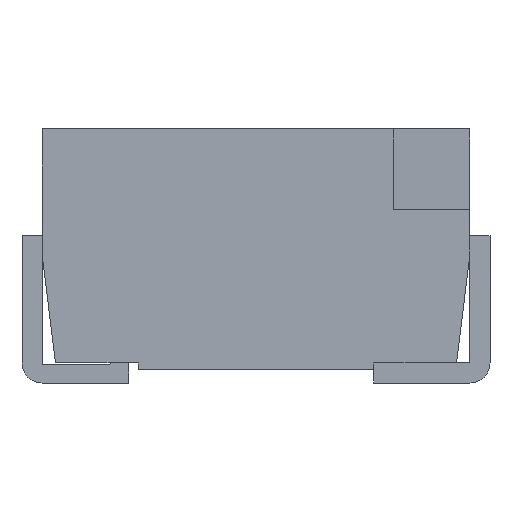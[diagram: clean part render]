
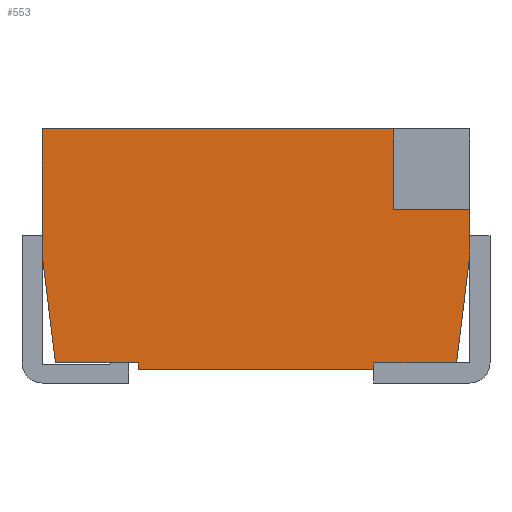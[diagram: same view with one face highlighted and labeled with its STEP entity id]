
A CAD part, front view. The second image highlights one B-rep face of the part: STEP entity #553.
In plain terms, the highlighted planar face has unit normal (0, -1, 0).
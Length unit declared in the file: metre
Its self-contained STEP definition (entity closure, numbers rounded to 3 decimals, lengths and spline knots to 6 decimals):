
#229 = EDGE_CURVE( '', #640, #641, #642, .T. );
#329 = EDGE_CURVE( '', #806, #807, #808, .T. );
#393 = EDGE_CURVE( '', #641, #902, #903, .T. );
#413 = EDGE_CURVE( '', #925, #926, #927, .T. );
#427 = EDGE_CURVE( '', #807, #945, #946, .T. );
#435 = EDGE_CURVE( '', #957, #925, #958, .T. );
#479 = EDGE_CURVE( '', #945, #989, #1013, .T. );
#483 = EDGE_CURVE( '', #902, #942, #1018, .T. );
#485 = EDGE_CURVE( '', #942, #1020, #1021, .T. );
#499 = EDGE_CURVE( '', #806, #1020, #1037, .T. );
#515 = EDGE_CURVE( '', #926, #640, #1054, .T. );
#553 = ADVANCED_FACE( '', ( #1097 ), #1098, .T. );
#565 = EDGE_CURVE( '', #989, #957, #1110, .T. );
#640 = VERTEX_POINT( '', #1187 );
#641 = VERTEX_POINT( '', #1188 );
#642 = LINE( '', #1189, #1190 );
#806 = VERTEX_POINT( '', #1414 );
#807 = VERTEX_POINT( '', #1415 );
#808 = LINE( '', #1416, #1417 );
#902 = VERTEX_POINT( '', #1551 );
#903 = LINE( '', #1552, #1553 );
#925 = VERTEX_POINT( '', #1592 );
#926 = VERTEX_POINT( '', #1593 );
#927 = LINE( '', #1594, #1595 );
#942 = VERTEX_POINT( '', #1617 );
#945 = VERTEX_POINT( '', #1622 );
#946 = LINE( '', #1623, #1624 );
#957 = VERTEX_POINT( '', #1638 );
#958 = LINE( '', #1639, #1640 );
#989 = VERTEX_POINT( '', #1683 );
#1013 = LINE( '', #1725, #1726 );
#1018 = LINE( '', #1732, #1733 );
#1020 = VERTEX_POINT( '', #1736 );
#1021 = LINE( '', #1737, #1738 );
#1037 = LINE( '', #1765, #1766 );
#1054 = LINE( '', #1795, #1796 );
#1097 = FACE_OUTER_BOUND( '', #1862, .T. );
#1098 = PLANE( '', #1863 );
#1110 = LINE( '', #1886, #1887 );
#1187 = CARTESIAN_POINT( '', ( 0.000882, -0.001387, 0.000003 ) );
#1188 = CARTESIAN_POINT( '', ( 0.000882, -0.001387, 0.000053 ) );
#1189 = CARTESIAN_POINT( '', ( 0.000882, -0.001387, 0.000003 ) );
#1190 = VECTOR( '', #1983, 1. );
#1414 = CARTESIAN_POINT( '', ( 0.001033, -0.001387, 0.001203 ) );
#1415 = CARTESIAN_POINT( '', ( 0.001033, -0.001387, 0.001803 ) );
#1416 = CARTESIAN_POINT( '', ( 0.001033, -0.001387, 0.001203 ) );
#1417 = VECTOR( '', #2185, 1. );
#1551 = CARTESIAN_POINT( '', ( 0.001502, -0.001387, 0.000053 ) );
#1552 = CARTESIAN_POINT( '', ( 0.000882, -0.001387, 0.000053 ) );
#1553 = VECTOR( '', #2307, 1. );
#1592 = CARTESIAN_POINT( '', ( -0.000878, -0.001387, 0.000053 ) );
#1593 = CARTESIAN_POINT( '', ( -0.000878, -0.001387, 0.000003 ) );
#1594 = CARTESIAN_POINT( '', ( -0.000878, -0.001387, 0.000053 ) );
#1595 = VECTOR( '', #2324, 1. );
#1617 = CARTESIAN_POINT( '', ( 0.001602, -0.001387, 0.000867 ) );
#1622 = CARTESIAN_POINT( '', ( -0.001598, -0.001387, 0.001803 ) );
#1623 = CARTESIAN_POINT( '', ( 0.001602, -0.001387, 0.001803 ) );
#1624 = VECTOR( '', #2345, 1. );
#1638 = CARTESIAN_POINT( '', ( -0.001498, -0.001387, 0.000053 ) );
#1639 = CARTESIAN_POINT( '', ( -0.001498, -0.001387, 0.000053 ) );
#1640 = VECTOR( '', #2362, 1. );
#1683 = CARTESIAN_POINT( '', ( -0.001598, -0.001387, 0.000867 ) );
#1725 = CARTESIAN_POINT( '', ( -0.001598, -0.001387, 0.001803 ) );
#1726 = VECTOR( '', #2426, 1. );
#1732 = CARTESIAN_POINT( '', ( 0.001496, -0.001387, 0.000003 ) );
#1733 = VECTOR( '', #2435, 1. );
#1736 = CARTESIAN_POINT( '', ( 0.001602, -0.001387, 0.001203 ) );
#1737 = CARTESIAN_POINT( '', ( 0.001602, -0.001387, 0.000867 ) );
#1738 = VECTOR( '', #2436, 1. );
#1765 = CARTESIAN_POINT( '', ( 0.001033, -0.001387, 0.001203 ) );
#1766 = VECTOR( '', #2450, 1. );
#1795 = CARTESIAN_POINT( '', ( -0.001492, -0.001387, 0.000003 ) );
#1796 = VECTOR( '', #2473, 1. );
#1862 = EDGE_LOOP( '', ( #2534, #2535, #2536, #2537, #2538, #2539, #2540, #2541, #2542, #2543, #2544, #2545 ) );
#1863 = AXIS2_PLACEMENT_3D( '', #2546, #2547, #2548 );
#1886 = CARTESIAN_POINT( '', ( -0.001598, -0.001387, 0.000867 ) );
#1887 = VECTOR( '', #2554, 1. );
#1983 = DIRECTION( '', ( 0., 0., 1. ) );
#2185 = DIRECTION( '', ( 0., 0., 1. ) );
#2307 = DIRECTION( '', ( 1., 0., 0. ) );
#2324 = DIRECTION( '', ( 0., 0., -1. ) );
#2345 = DIRECTION( '', ( -1., 0., 0. ) );
#2362 = DIRECTION( '', ( 1., 0., 0. ) );
#2426 = DIRECTION( '', ( 0., 0., -1. ) );
#2435 = DIRECTION( '', ( 0.122, 0., 0.993 ) );
#2436 = DIRECTION( '', ( 0., 0., 1. ) );
#2450 = DIRECTION( '', ( 1., 0., 0. ) );
#2473 = DIRECTION( '', ( 1., 0., 0. ) );
#2534 = ORIENTED_EDGE( '', *, *, #329, .T. );
#2535 = ORIENTED_EDGE( '', *, *, #427, .T. );
#2536 = ORIENTED_EDGE( '', *, *, #479, .T. );
#2537 = ORIENTED_EDGE( '', *, *, #565, .T. );
#2538 = ORIENTED_EDGE( '', *, *, #435, .T. );
#2539 = ORIENTED_EDGE( '', *, *, #413, .T. );
#2540 = ORIENTED_EDGE( '', *, *, #515, .T. );
#2541 = ORIENTED_EDGE( '', *, *, #229, .T. );
#2542 = ORIENTED_EDGE( '', *, *, #393, .T. );
#2543 = ORIENTED_EDGE( '', *, *, #483, .T. );
#2544 = ORIENTED_EDGE( '', *, *, #485, .T. );
#2545 = ORIENTED_EDGE( '', *, *, #499, .F. );
#2546 = CARTESIAN_POINT( '', ( -0.001598, -0.001387, 0.000003 ) );
#2547 = DIRECTION( '', ( 0., -1., 0. ) );
#2548 = DIRECTION( '', ( -1., 0., 0. ) );
#2554 = DIRECTION( '', ( 0.122, 0., -0.993 ) );
